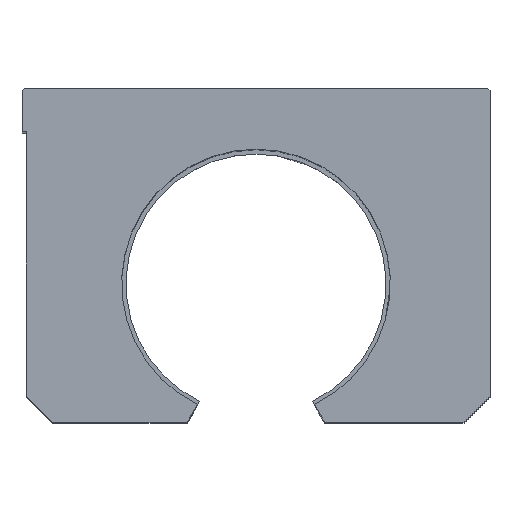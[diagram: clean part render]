
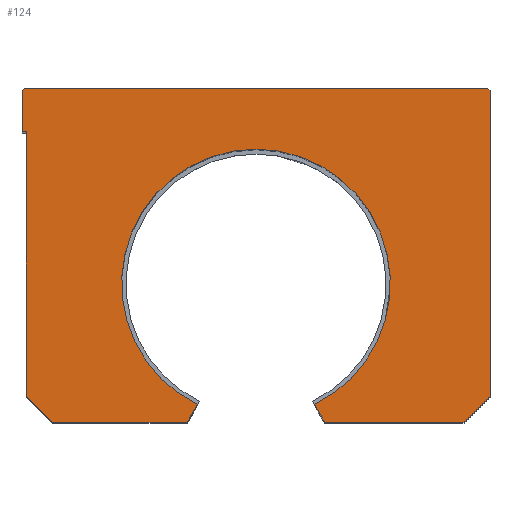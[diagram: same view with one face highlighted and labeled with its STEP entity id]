
A CAD part, top view. The second image highlights one B-rep face of the part: STEP entity #124.
In plain terms, the highlighted planar face has unit normal (0, 0, 1).
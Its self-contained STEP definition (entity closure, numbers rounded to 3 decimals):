
#124 = ADVANCED_FACE( '', ( #274 ), #275, .T. );
#274 = FACE_OUTER_BOUND( '', #479, .T. );
#275 = PLANE( '', #480 );
#479 = EDGE_LOOP( '', ( #937, #938, #939, #940, #941, #942, #943, #944, #945, #946, #947, #948, #949, #950, #951 ) );
#480 = AXIS2_PLACEMENT_3D( '', #952, #953, #954 );
#937 = ORIENTED_EDGE( '', *, *, #1439, .T. );
#938 = ORIENTED_EDGE( '', *, *, #1455, .F. );
#939 = ORIENTED_EDGE( '', *, *, #1456, .F. );
#940 = ORIENTED_EDGE( '', *, *, #1457, .F. );
#941 = ORIENTED_EDGE( '', *, *, #1458, .F. );
#942 = ORIENTED_EDGE( '', *, *, #1459, .F. );
#943 = ORIENTED_EDGE( '', *, *, #1460, .F. );
#944 = ORIENTED_EDGE( '', *, *, #1461, .F. );
#945 = ORIENTED_EDGE( '', *, *, #1462, .F. );
#946 = ORIENTED_EDGE( '', *, *, #1463, .F. );
#947 = ORIENTED_EDGE( '', *, *, #1464, .F. );
#948 = ORIENTED_EDGE( '', *, *, #1465, .F. );
#949 = ORIENTED_EDGE( '', *, *, #1450, .T. );
#950 = ORIENTED_EDGE( '', *, *, #1353, .T. );
#951 = ORIENTED_EDGE( '', *, *, #1454, .T. );
#952 = CARTESIAN_POINT( '', ( 0., 0., 176. ) );
#953 = DIRECTION( '', ( 0., 0., 1. ) );
#954 = DIRECTION( '', ( 1., 0., 0. ) );
#1353 = EDGE_CURVE( '', #1616, #1613, #1617, .T. );
#1439 = EDGE_CURVE( '', #1758, #1755, #1759, .T. );
#1450 = EDGE_CURVE( '', #1772, #1616, #1777, .T. );
#1454 = EDGE_CURVE( '', #1613, #1758, #1781, .T. );
#1455 = EDGE_CURVE( '', #1782, #1755, #1783, .T. );
#1456 = EDGE_CURVE( '', #1784, #1782, #1785, .T. );
#1457 = EDGE_CURVE( '', #1786, #1784, #1787, .T. );
#1458 = EDGE_CURVE( '', #1788, #1786, #1789, .T. );
#1459 = EDGE_CURVE( '', #1790, #1788, #1791, .T. );
#1460 = EDGE_CURVE( '', #1792, #1790, #1793, .T. );
#1461 = EDGE_CURVE( '', #1794, #1792, #1795, .T. );
#1462 = EDGE_CURVE( '', #1796, #1794, #1797, .T. );
#1463 = EDGE_CURVE( '', #1798, #1796, #1799, .T. );
#1464 = EDGE_CURVE( '', #1800, #1798, #1801, .T. );
#1465 = EDGE_CURVE( '', #1772, #1800, #1802, .T. );
#1613 = VERTEX_POINT( '', #2080 );
#1616 = VERTEX_POINT( '', #2084 );
#1617 = CIRCLE( '', #2085, 31. );
#1755 = VERTEX_POINT( '', #2372 );
#1758 = VERTEX_POINT( '', #2376 );
#1759 = LINE( '', #2377, #2378 );
#1772 = VERTEX_POINT( '', #2397 );
#1777 = LINE( '', #2406, #2407 );
#1781 = CIRCLE( '', #2411, 31. );
#1782 = VERTEX_POINT( '', #2412 );
#1783 = LINE( '', #2413, #2414 );
#1784 = VERTEX_POINT( '', #2415 );
#1785 = LINE( '', #2416, #2417 );
#1786 = VERTEX_POINT( '', #2418 );
#1787 = LINE( '', #2419, #2420 );
#1788 = VERTEX_POINT( '', #2421 );
#1789 = LINE( '', #2422, #2423 );
#1790 = VERTEX_POINT( '', #2424 );
#1791 = LINE( '', #2425, #2426 );
#1792 = VERTEX_POINT( '', #2427 );
#1793 = LINE( '', #2428, #2429 );
#1794 = VERTEX_POINT( '', #2430 );
#1795 = LINE( '', #2431, #2432 );
#1796 = VERTEX_POINT( '', #2433 );
#1797 = LINE( '', #2434, #2435 );
#1798 = VERTEX_POINT( '', #2436 );
#1799 = LINE( '', #2437, #2438 );
#1800 = VERTEX_POINT( '', #2439 );
#1801 = LINE( '', #2440, #2441 );
#1802 = LINE( '', #2442, #2443 );
#2080 = CARTESIAN_POINT( '', ( 0., 63., 176. ) );
#2084 = CARTESIAN_POINT( '', ( -13.5, 4.094, 176. ) );
#2085 = AXIS2_PLACEMENT_3D( '', #2711, #2712, #2713 );
#2372 = CARTESIAN_POINT( '', ( 15.864, 0., 176. ) );
#2376 = CARTESIAN_POINT( '', ( 13.5, 4.094, 176. ) );
#2377 = CARTESIAN_POINT( '', ( 14.169, 2.935, 176. ) );
#2378 = VECTOR( '', #2889, 1. );
#2397 = CARTESIAN_POINT( '', ( -15.864, 0., 176. ) );
#2406 = CARTESIAN_POINT( '', ( -5.949, 17.173, 176. ) );
#2407 = VECTOR( '', #2900, 1. );
#2411 = AXIS2_PLACEMENT_3D( '', #2910, #2911, #2912 );
#2412 = CARTESIAN_POINT( '', ( 48., 0., 176. ) );
#2413 = CARTESIAN_POINT( '', ( -47., 0., 176. ) );
#2414 = VECTOR( '', #2913, 1. );
#2415 = CARTESIAN_POINT( '', ( 54., 6., 176. ) );
#2416 = CARTESIAN_POINT( '', ( 48., 0., 176. ) );
#2417 = VECTOR( '', #2914, 1. );
#2418 = CARTESIAN_POINT( '', ( 54., 76.5, 176. ) );
#2419 = CARTESIAN_POINT( '', ( 54., 6., 176. ) );
#2420 = VECTOR( '', #2915, 1. );
#2421 = CARTESIAN_POINT( '', ( 53.5, 77., 176. ) );
#2422 = CARTESIAN_POINT( '', ( 54., 76.5, 176. ) );
#2423 = VECTOR( '', #2916, 1. );
#2424 = CARTESIAN_POINT( '', ( -53.5, 77., 176. ) );
#2425 = CARTESIAN_POINT( '', ( 53.5, 77., 176. ) );
#2426 = VECTOR( '', #2917, 1. );
#2427 = CARTESIAN_POINT( '', ( -54., 76.5, 176. ) );
#2428 = CARTESIAN_POINT( '', ( -53.5, 77., 176. ) );
#2429 = VECTOR( '', #2918, 1. );
#2430 = CARTESIAN_POINT( '', ( -54., 67., 176. ) );
#2431 = CARTESIAN_POINT( '', ( -54., 76.5, 176. ) );
#2432 = VECTOR( '', #2919, 1. );
#2433 = CARTESIAN_POINT( '', ( -53., 67., 176. ) );
#2434 = CARTESIAN_POINT( '', ( -54., 67., 176. ) );
#2435 = VECTOR( '', #2920, 1. );
#2436 = CARTESIAN_POINT( '', ( -53., 6., 176. ) );
#2437 = CARTESIAN_POINT( '', ( -53., 67., 176. ) );
#2438 = VECTOR( '', #2921, 1. );
#2439 = CARTESIAN_POINT( '', ( -47., 0., 176. ) );
#2440 = CARTESIAN_POINT( '', ( -53., 6., 176. ) );
#2441 = VECTOR( '', #2922, 1. );
#2442 = CARTESIAN_POINT( '', ( -47., 0., 176. ) );
#2443 = VECTOR( '', #2923, 1. );
#2711 = CARTESIAN_POINT( '', ( 0., 32., 176. ) );
#2712 = DIRECTION( '', ( 0., 0., -1. ) );
#2713 = DIRECTION( '', ( 0., 1., 0. ) );
#2889 = DIRECTION( '', ( 0.5, -0.866, 0. ) );
#2900 = DIRECTION( '', ( 0.5, 0.866, 0. ) );
#2910 = CARTESIAN_POINT( '', ( 0., 32., 176. ) );
#2911 = DIRECTION( '', ( 0., 0., -1. ) );
#2912 = DIRECTION( '', ( 0., 1., 0. ) );
#2913 = DIRECTION( '', ( -1., 0., 0. ) );
#2914 = DIRECTION( '', ( -0.707, -0.707, 0. ) );
#2915 = DIRECTION( '', ( 0., -1., 0. ) );
#2916 = DIRECTION( '', ( 0.707, -0.707, 0. ) );
#2917 = DIRECTION( '', ( 1., 0., 0. ) );
#2918 = DIRECTION( '', ( 0.707, 0.707, 0. ) );
#2919 = DIRECTION( '', ( 0., 1., 0. ) );
#2920 = DIRECTION( '', ( -1., 0., 0. ) );
#2921 = DIRECTION( '', ( 0., 1., 0. ) );
#2922 = DIRECTION( '', ( -0.707, 0.707, 0. ) );
#2923 = DIRECTION( '', ( -1., 0., 0. ) );
